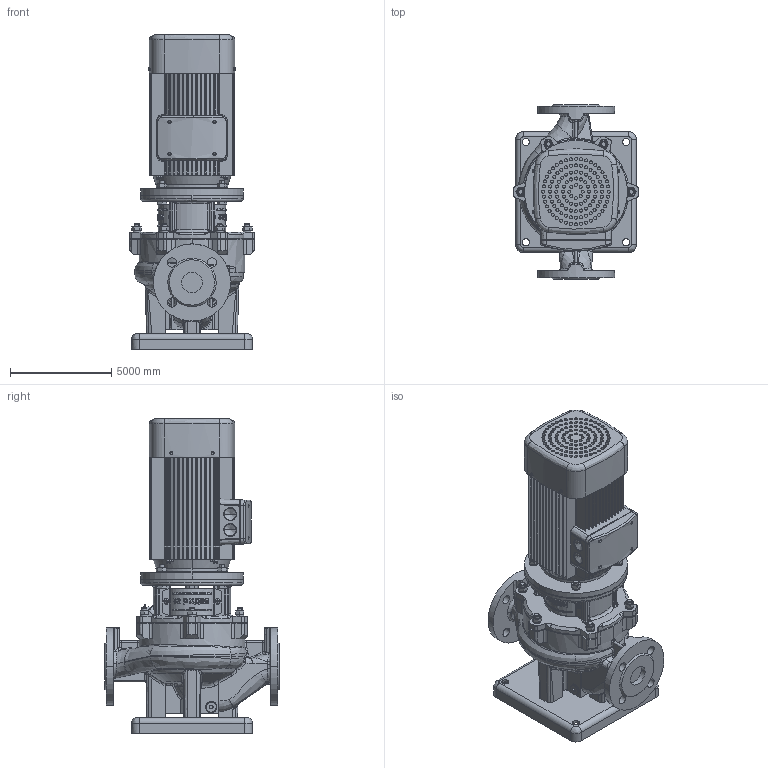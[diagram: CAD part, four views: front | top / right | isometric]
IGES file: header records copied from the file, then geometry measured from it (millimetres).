
Global section: file name: 015P2003; native system: AutoCAD 2021 — Русский (Russian),62HAutod; preprocessor: esk Translation Framework DWG producer (atf_dwg_producer); organization: unknown; date: 20230321.220205; units: inch
Bounding box: 6146.8 x 8636 x 15544.8 mm (x, y, z)
Volume: 205005337520.3 mm3; surface area: 1060806592.6 mm2
Topology: 47 solids, 48 shells, 3807 faces, 12079 edges, 8809 vertices
Faces by surface type: bspline 3699, revolution 108
